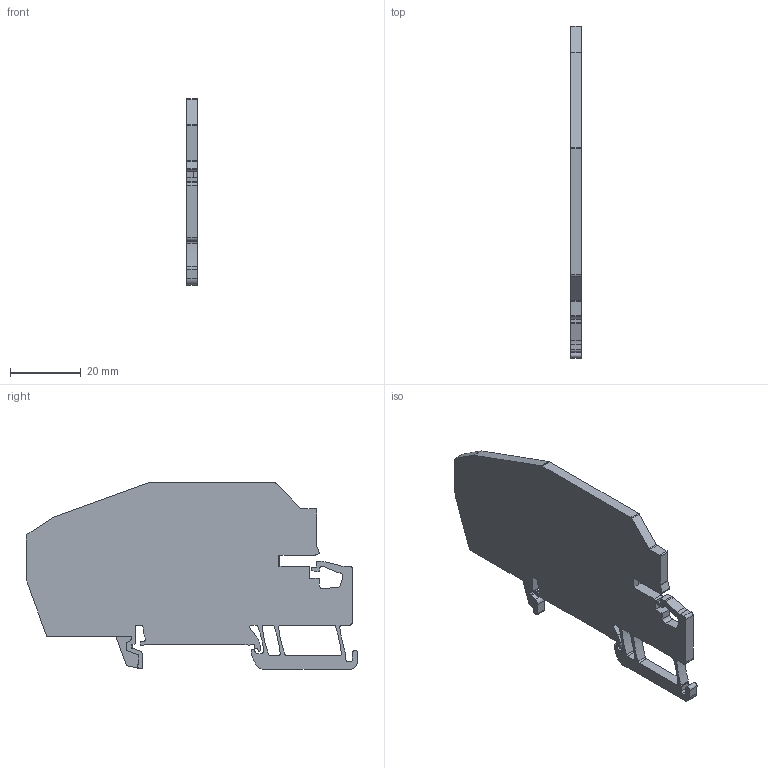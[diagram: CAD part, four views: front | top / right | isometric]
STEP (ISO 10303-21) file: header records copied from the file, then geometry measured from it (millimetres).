
FILE_DESCRIPTION(('CATIA V5 STEP Exchange','CAx-IF Rec.Pracs.--- Model Styling and Organization---1.4--- 2014-01-23'),'2;1');
FILE_NAME ('1117224-6_1', '2021-08-24T08:29:25+00:00', ('none'), ('Weidmueller'), 'CATIA Version 5-6 Release 2016 SP3 HF44', 'CATIA V5 STEP AP214', 'none');
FILE_SCHEMA(('AUTOMOTIVE_DESIGN { 1 0 10303 214 1 1 1 1 }'));
Length unit declared in the file: millimetre
Products named in the file (1): 2668890000
Bounding box: 3 x 94.07 x 52.83 mm (x, y, z)
Volume: 10613.8 mm3; surface area: 8474.7 mm2
Topology: 1 solids, 1 shells, 176 faces, 534 edges, 360 vertices
Faces by surface type: cylinder 93, plane 82, extrusion 1
Entity records: 5892 total; most frequent: CARTESIAN_POINT 1089, ORIENTED_EDGE 1068, DIRECTION 867, EDGE_CURVE 534, VERTEX_POINT 360, AXIS2_PLACEMENT_3D 355, VECTOR 345, LINE 344
